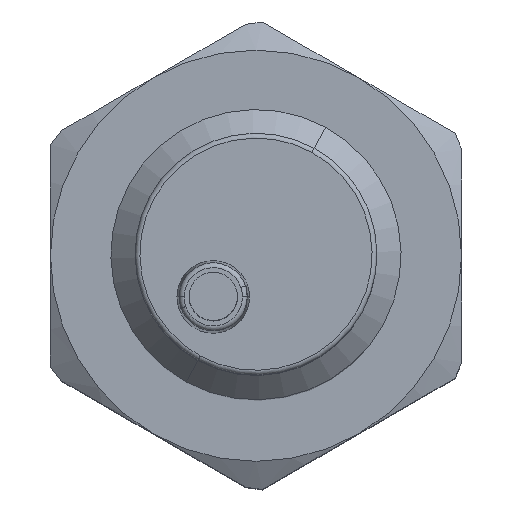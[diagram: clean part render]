
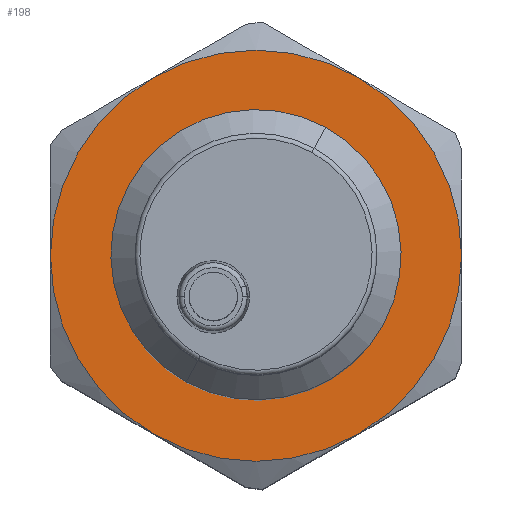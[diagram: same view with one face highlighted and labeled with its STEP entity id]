
A CAD part, top view. The second image highlights one B-rep face of the part: STEP entity #198.
In plain terms, the highlighted planar face has unit normal (0, 0, 1).
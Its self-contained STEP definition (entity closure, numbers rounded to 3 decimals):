
#198=ADVANCED_FACE('Body.6',(#443,#444),#445,.F.);
#443=FACE_OUTER_BOUND('',#697,.T.);
#444=FACE_BOUND('',#698,.T.);
#445=PLANE('',#699);
#697=EDGE_LOOP('',(#1538,#1539,#1540,#1541,#1542,#1543));
#698=EDGE_LOOP('',(#1544,#1545,#1546));
#699=AXIS2_PLACEMENT_3D('',#1547,#1548,#1549);
#1538=ORIENTED_EDGE('',*,*,#1825,.F.);
#1539=ORIENTED_EDGE('',*,*,#1835,.F.);
#1540=ORIENTED_EDGE('',*,*,#1845,.F.);
#1541=ORIENTED_EDGE('',*,*,#1855,.F.);
#1542=ORIENTED_EDGE('',*,*,#1805,.F.);
#1543=ORIENTED_EDGE('',*,*,#1815,.F.);
#1544=ORIENTED_EDGE('',*,*,#1802,.F.);
#1545=ORIENTED_EDGE('',*,*,#1863,.F.);
#1546=ORIENTED_EDGE('',*,*,#1864,.F.);
#1547=CARTESIAN_POINT('',(0.,0.,15.0));
#1548=DIRECTION('',(0.0,0.0,-1.0));
#1549=DIRECTION('',(0.0,-1.0,0.0));
#1802=EDGE_CURVE('',#2187,#2183,#2189,.F.);
#1805=EDGE_CURVE('',#2193,#2195,#2196,.F.);
#1815=EDGE_CURVE('',#2211,#2193,#2213,.F.);
#1825=EDGE_CURVE('',#2227,#2211,#2229,.F.);
#1835=EDGE_CURVE('',#2243,#2227,#2245,.F.);
#1845=EDGE_CURVE('',#2259,#2243,#2261,.F.);
#1855=EDGE_CURVE('',#2195,#2259,#2276,.F.);
#1863=EDGE_CURVE('',#2286,#2187,#2287,.F.);
#1864=EDGE_CURVE('',#2183,#2286,#2288,.F.);
#2183=VERTEX_POINT('',#2955);
#2187=VERTEX_POINT('',#2960);
#2189=CIRCLE('',#2963,5.8);
#2193=VERTEX_POINT('',#2970);
#2195=VERTEX_POINT('',#2976);
#2196=CIRCLE('',#2977,8.5);
#2211=VERTEX_POINT('',#3012);
#2213=CIRCLE('',#3018,8.5);
#2227=VERTEX_POINT('',#3052);
#2229=CIRCLE('',#3058,8.5);
#2243=VERTEX_POINT('',#3092);
#2245=CIRCLE('',#3098,8.5);
#2259=VERTEX_POINT('',#3132);
#2261=CIRCLE('',#3138,8.5);
#2276=CIRCLE('',#3177,8.5);
#2286=VERTEX_POINT('',#3204);
#2287=CIRCLE('',#3205,5.8);
#2288=CIRCLE('',#3206,5.8);
#2955=CARTESIAN_POINT('',(0.137,5.798,15.0));
#2960=CARTESIAN_POINT('',(5.09,2.781,15.0));
#2963=AXIS2_PLACEMENT_3D('',#3566,#3567,#3568);
#2970=CARTESIAN_POINT('',(4.25,-7.361,15.0));
#2976=CARTESIAN_POINT('',(-4.25,-7.361,15.0));
#2977=AXIS2_PLACEMENT_3D('',#3569,#3570,#3571);
#3012=CARTESIAN_POINT('',(8.5,0.,15.0));
#3018=AXIS2_PLACEMENT_3D('',#3577,#3578,#3579);
#3052=CARTESIAN_POINT('',(4.25,7.361,15.0));
#3058=AXIS2_PLACEMENT_3D('',#3585,#3586,#3587);
#3092=CARTESIAN_POINT('',(-4.25,7.361,15.0));
#3098=AXIS2_PLACEMENT_3D('',#3593,#3594,#3595);
#3132=CARTESIAN_POINT('',(-8.5,0.,15.0));
#3138=AXIS2_PLACEMENT_3D('',#3601,#3602,#3603);
#3177=AXIS2_PLACEMENT_3D('',#3609,#3610,#3611);
#3204=CARTESIAN_POINT('',(-5.09,-2.781,15.0));
#3205=AXIS2_PLACEMENT_3D('',#3617,#3618,#3619);
#3206=AXIS2_PLACEMENT_3D('',#3620,#3621,#3622);
#3566=CARTESIAN_POINT('',(0.,0.,15.0));
#3567=DIRECTION('',(0.0,0.0,-1.0));
#3568=DIRECTION('',(1.0,0.0,0.0));
#3569=CARTESIAN_POINT('',(0.0,0.0,15.0));
#3570=DIRECTION('',(0.0,0.0,1.0));
#3571=DIRECTION('',(1.0,0.0,0.0));
#3577=CARTESIAN_POINT('',(0.0,0.0,15.0));
#3578=DIRECTION('',(0.0,0.0,1.0));
#3579=DIRECTION('',(1.0,0.0,0.0));
#3585=CARTESIAN_POINT('',(0.0,0.0,15.0));
#3586=DIRECTION('',(-0.0,0.0,1.0));
#3587=DIRECTION('',(1.0,0.0,0.0));
#3593=CARTESIAN_POINT('',(0.0,0.0,15.0));
#3594=DIRECTION('',(-0.0,0.0,1.0));
#3595=DIRECTION('',(1.0,0.0,0.0));
#3601=CARTESIAN_POINT('',(0.0,0.0,15.0));
#3602=DIRECTION('',(-0.0,0.0,1.0));
#3603=DIRECTION('',(1.0,0.0,0.0));
#3609=CARTESIAN_POINT('',(0.0,0.0,15.0));
#3610=DIRECTION('',(0.0,0.0,1.0));
#3611=DIRECTION('',(1.0,0.0,0.0));
#3617=CARTESIAN_POINT('',(0.,0.,15.0));
#3618=DIRECTION('',(0.0,0.0,-1.0));
#3619=DIRECTION('',(1.0,0.0,0.0));
#3620=CARTESIAN_POINT('',(0.,0.,15.0));
#3621=DIRECTION('',(0.0,0.0,-1.0));
#3622=DIRECTION('',(1.0,0.0,0.0));
